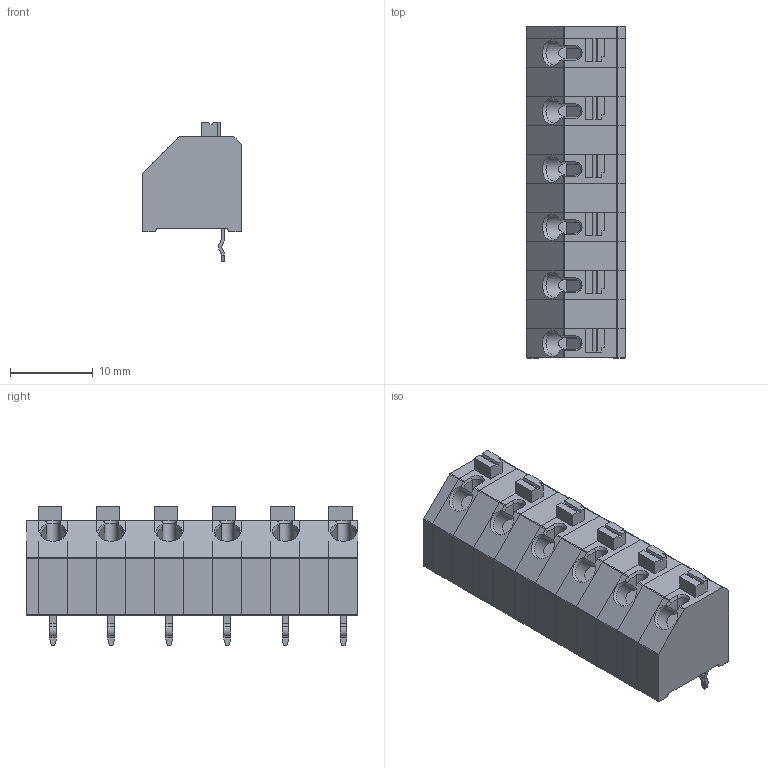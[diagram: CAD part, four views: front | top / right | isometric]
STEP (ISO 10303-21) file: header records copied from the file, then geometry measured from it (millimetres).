
FILE_DESCRIPTION( ( 'Unknown' ), '1' );
FILE_NAME( '691417220006.stp', 'Unknown', ( 'Unknown' ), ( 'Unknown' ), 'PSStep 18.0.17', 'Unknown', ' ' );
FILE_SCHEMA( ( 'AUTOMOTIVE_DESIGN { 1 0 10303 214 1 1 1 1 }' ) );
Length unit declared in the file: millimetre
Products named in the file (13): Assem1; 6914172200xx_SX1; 691417220006_x; 691417220006
Assembly tree (12 placements, depth 2):
  Assem1
    6914172200xx_SX1
    691417220006_x
    691417220006_x
    691417220006_x
    691417220006_x
    691417220006_x
    691417220006
    691417220006
    691417220006
    691417220006
    691417220006
    691417220006
Bounding box: 12 x 40 x 16.8 mm (x, y, z)
Volume: 4845.7 mm3; surface area: 5103.5 mm2
Topology: 12 solids, 12 shells, 737 faces, 2033 edges, 1346 vertices
Faces by surface type: plane 524, cylinder 196, cone 17
Entity records: 29590 total; most frequent: CARTESIAN_POINT 4264, ORIENTED_EDGE 4052, DIRECTION 3994, EDGE_CURVE 2026, LINE 1534, VECTOR 1534, VERTEX_POINT 1344, AXIS2_PLACEMENT_3D 1230
